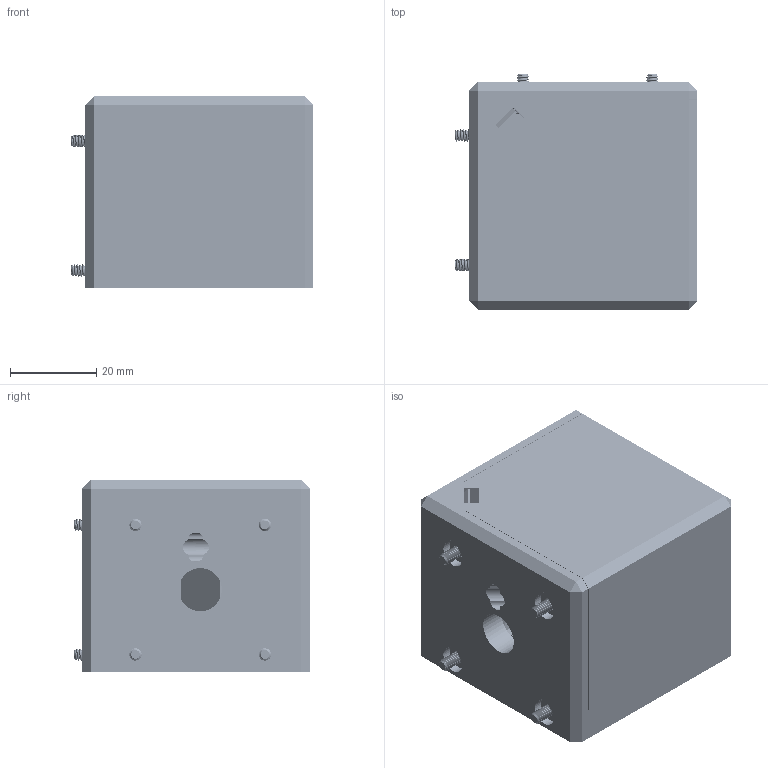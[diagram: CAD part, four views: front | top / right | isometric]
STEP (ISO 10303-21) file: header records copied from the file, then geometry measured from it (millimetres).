
FILE_DESCRIPTION(/* description */ (''),/* implementation_level */ '2;1');
FILE_NAME(/* name */ 'Assembly Grating_v13.step',/* time_stamp */ '2024-02-15T15:46:22-05:00',/* author */ (''),/* organization */ (''),/* preprocessor_version */ 'ST-DEVELOPER v20',/* originating_system */ 'Autodesk Translation Framework v12.20.1.177',/* authorisation */ '');
FILE_SCHEMA (('AUTOMOTIVE_DESIGN { 1 0 10303 214 3 1 1 }'));
Products named in the file (9): Assembly Grating; Grating Housing; 4-40 Bolt; Corner Cap; Grating Mount; Grating; M4 Insert; M4 Ball End; TA0505D024W-Step
Assembly tree (19 placements, depth 2):
  Assembly Grating
    Grating Housing
    4-40 Bolt  x8
    Corner Cap
    Grating Mount
    Grating
    M4 Insert  x3
    M4 Ball End  x3
    TA0505D024W-Step
Bounding box: 56.14 x 54.6 x 44.45 mm (x, y, z)
Volume: 64847.2 mm3; surface area: 36080.8 mm2
Topology: 22 solids, 22 shells, 4451 faces, 12551 edges, 8167 vertices
Faces by surface type: plane 1708, cylinder 1107, cone 711, torus 600, bspline 319, sphere 6
Full cylindrical faces by diameter (mm): 0.6 x2, 2.02 x72, 2.845 x72, 3.048 x8, 3.091 x63, 4 x75, 4.2 x3, 4.293 x4, 4.648 x8, 4.7 x8, 5.338 x3, 5.74 x3, 5.82 x3, 6.35 x3, 10 x2
Entity records: 49948 total; most frequent: CARTESIAN_POINT 26349, ORIENTED_EDGE 5294, DIRECTION 4498, EDGE_CURVE 2647, VERTEX_POINT 1704, AXIS2_PLACEMENT_3D 1673, LINE 1152, VECTOR 1152
